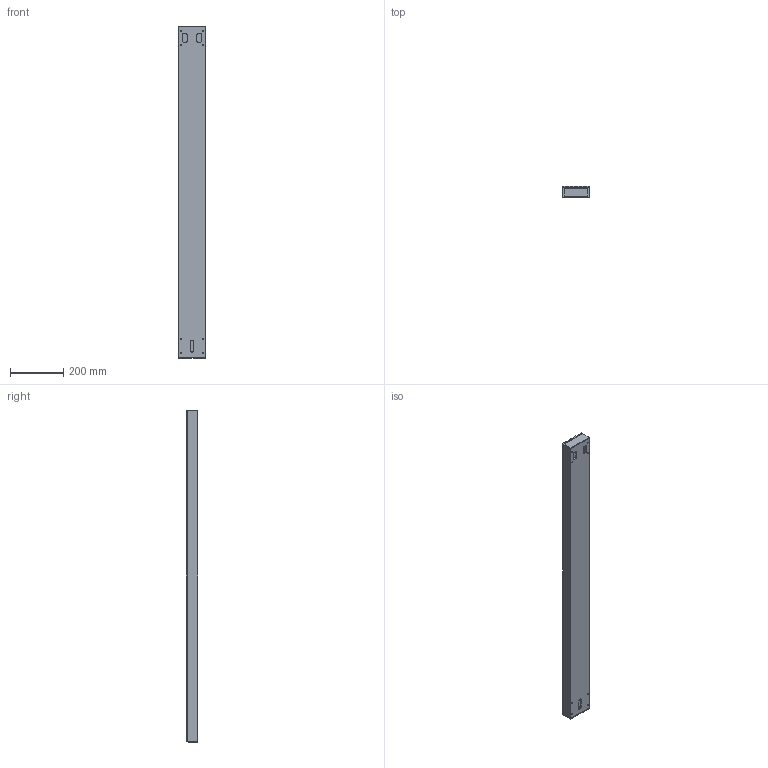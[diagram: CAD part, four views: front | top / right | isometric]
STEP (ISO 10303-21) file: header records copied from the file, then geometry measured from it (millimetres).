
FILE_DESCRIPTION (( 'STEP AP214' ), '1' );
FILE_NAME ('S22100H1250.STEP', '2019-08-27T21:01:45', ( '' ), ( '' ), 'SwSTEP 2.0', 'SolidWorks 2019', '' );
FILE_SCHEMA (( 'AUTOMOTIVE_DESIGN' ));
Length unit declared in the file: inch
Products named in the file (1): S22100H1250
Bounding box: 99.87 x 42.85 x 1249.81 mm (x, y, z)
Volume: 2222958.5 mm3; surface area: 933518.2 mm2
Topology: 8 solids, 8 shells, 296 faces, 840 edges, 560 vertices
Faces by surface type: cylinder 148, plane 148
Entity records: 13953 total; most frequent: DIRECTION 1730, CARTESIAN_POINT 1697, ORIENTED_EDGE 1680, EDGE_CURVE 840, AXIS2_PLACEMENT_3D 593, VERTEX_POINT 560, VECTOR 544, LINE 544
